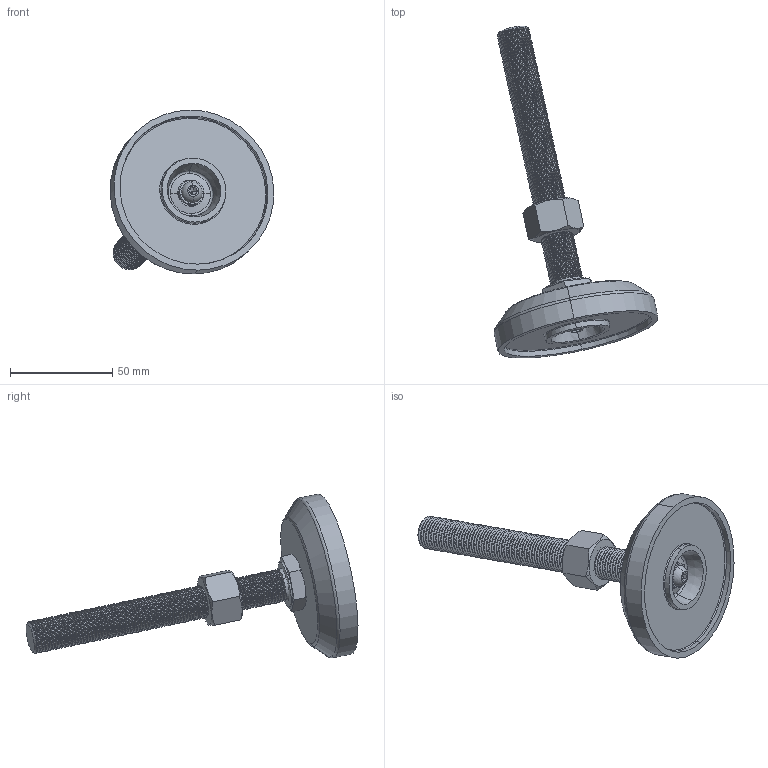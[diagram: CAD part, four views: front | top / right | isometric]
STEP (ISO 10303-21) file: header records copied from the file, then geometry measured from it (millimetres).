
FILE_DESCRIPTION (( 'STEP AP203' ), '1' );
FILE_NAME ('5.24.80.16.160.SS.STEP', '2014-06-25T05:26:18', ( 'USER' ), ( 'Microsoft' ), 'SwSTEP 2.0', 'SolidWorks 2012', '' );
FILE_SCHEMA (( 'CONFIG_CONTROL_DESIGN' ));
Length unit declared in the file: millimetre
Products named in the file (1): 5.24.80.16.160.SS
Bounding box: 80.12 x 162.46 x 80.25 mm (x, y, z)
Surface area: 27892 mm2 (no closed solid volume)
Topology: 0 solids, 7 shells, 831 faces, 1690 edges, 871 vertices
Faces by surface type: torus 314, cone 312, cylinder 162, plane 35, sphere 8
Entity records: 21580 total; most frequent: DIRECTION 4504, CARTESIAN_POINT 3525, ORIENTED_EDGE 3357, AXIS2_PLACEMENT_3D 1994, EDGE_CURVE 1690, CIRCLE 1162, VERTEX_POINT 871, EDGE_LOOP 842
